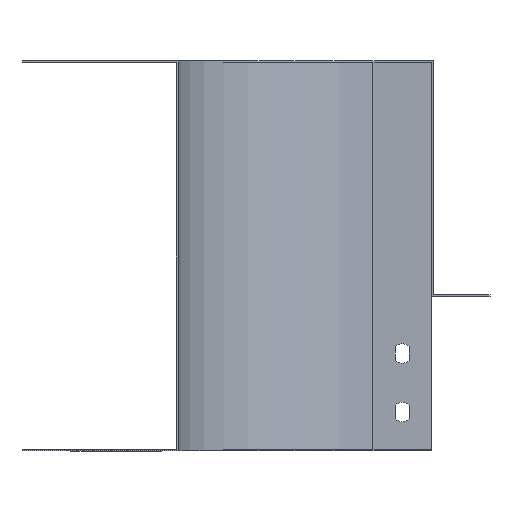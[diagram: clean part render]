
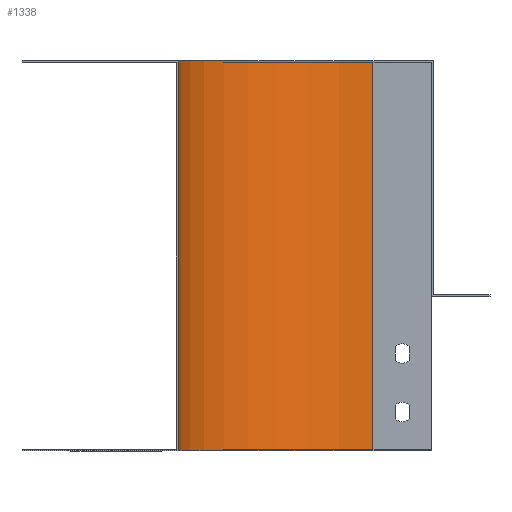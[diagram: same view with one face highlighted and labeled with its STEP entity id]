
A CAD part, left-side view. The second image highlights one B-rep face of the part: STEP entity #1338.
In plain terms, the highlighted cylindrical face has radius 100 mm (diameter 200 mm), a partial arc.
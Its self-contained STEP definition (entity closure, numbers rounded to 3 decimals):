
#259 = CARTESIAN_POINT ( 'NONE',  ( -100., 30., 1. ) ) ;
#260 = DIRECTION ( 'NONE',  ( 0., 0., -1. ) ) ;
#262 = DIRECTION ( 'NONE',  ( -1., 0., 0. ) ) ;
#599 = FACE_OUTER_BOUND ( 'NONE', #768, .T. ) ;
#604 = CYLINDRICAL_SURFACE ( 'NONE', #1735, 100. ) ;
#698 = CARTESIAN_POINT ( 'NONE',  ( -100., 130., 1. ) ) ;
#704 = CARTESIAN_POINT ( 'NONE',  ( -100., 130., -199. ) ) ;
#768 = EDGE_LOOP ( 'NONE', ( #1452, #1460, #1459, #1457 ) ) ;
#989 = DIRECTION ( 'NONE',  ( 0., 0., -1. ) ) ;
#997 = CARTESIAN_POINT ( 'NONE',  ( -100., 130., 1. ) ) ;
#1112 = CARTESIAN_POINT ( 'NONE',  ( 0., 30., -199. ) ) ;
#1122 = CARTESIAN_POINT ( 'NONE',  ( 0., 30., 1. ) ) ;
#1196 = LINE ( 'NONE', #997, #1234 ) ;
#1234 = VECTOR ( 'NONE', #989, 1000. ) ;
#1338 = ADVANCED_FACE ( 'NONE', ( #599 ), #604, .F. ) ;
#1452 = ORIENTED_EDGE ( 'NONE', *, *, #2196, .T. ) ;
#1457 = ORIENTED_EDGE ( 'NONE', *, *, #1876, .F. ) ;
#1459 = ORIENTED_EDGE ( 'NONE', *, *, #1873, .F. ) ;
#1460 = ORIENTED_EDGE ( 'NONE', *, *, #1874, .T. ) ;
#1698 = AXIS2_PLACEMENT_3D ( 'NONE', #2513, #2512, #2510 ) ;
#1699 = AXIS2_PLACEMENT_3D ( 'NONE', #2517, #2516, #2515 ) ;
#1735 = AXIS2_PLACEMENT_3D ( 'NONE', #259, #260, #262 ) ;
#1873 = EDGE_CURVE ( 'NONE', #2103, #2105, #2219, .T. ) ;
#1874 = EDGE_CURVE ( 'NONE', #2648, #2105, #2218, .T. ) ;
#1876 = EDGE_CURVE ( 'NONE', #2653, #2103, #2221, .T. ) ;
#2103 = VERTEX_POINT ( 'NONE', #1122 ) ;
#2105 = VERTEX_POINT ( 'NONE', #1112 ) ;
#2196 = EDGE_CURVE ( 'NONE', #2653, #2648, #1196, .T. ) ;
#2218 = CIRCLE ( 'NONE', #1699, 100. ) ;
#2219 = LINE ( 'NONE', #2532, #2220 ) ;
#2220 = VECTOR ( 'NONE', #2523, 1000. ) ;
#2221 = CIRCLE ( 'NONE', #1698, 100. ) ;
#2510 = DIRECTION ( 'NONE',  ( -1., 0., 0. ) ) ;
#2512 = DIRECTION ( 'NONE',  ( 0., 0., -1. ) ) ;
#2513 = CARTESIAN_POINT ( 'NONE',  ( -100., 30., 1. ) ) ;
#2515 = DIRECTION ( 'NONE',  ( -1., 0., 0. ) ) ;
#2516 = DIRECTION ( 'NONE',  ( 0., 0., -1. ) ) ;
#2517 = CARTESIAN_POINT ( 'NONE',  ( -100., 30., -199. ) ) ;
#2523 = DIRECTION ( 'NONE',  ( 0., 0., -1. ) ) ;
#2532 = CARTESIAN_POINT ( 'NONE',  ( 0., 30., 1. ) ) ;
#2648 = VERTEX_POINT ( 'NONE', #704 ) ;
#2653 = VERTEX_POINT ( 'NONE', #698 ) ;
